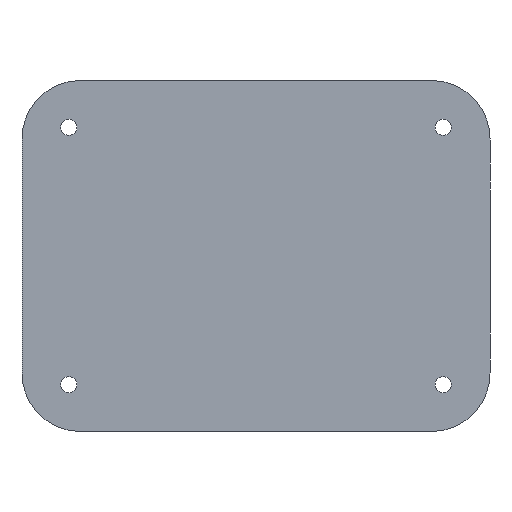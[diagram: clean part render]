
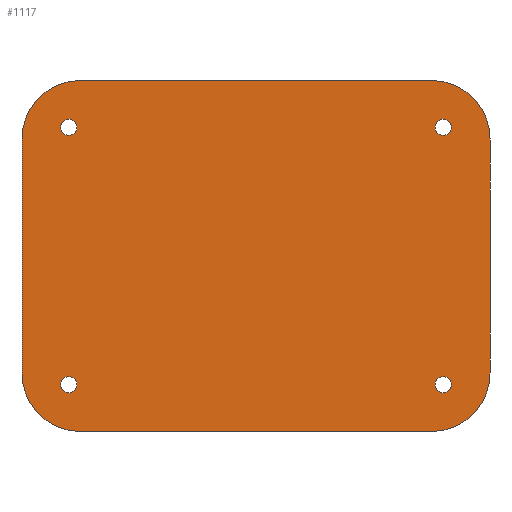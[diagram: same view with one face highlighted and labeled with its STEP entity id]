
A CAD part, front view. The second image highlights one B-rep face of the part: STEP entity #1117.
In plain terms, the highlighted planar face has unit normal (0, -1, 0).
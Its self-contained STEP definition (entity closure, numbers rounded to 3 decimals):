
#28 = ORIENTED_EDGE ( 'NONE', *, *, #1192, .T. ) ;
#42 = CARTESIAN_POINT ( 'NONE',  ( -30., 0., -30. ) ) ;
#53 = AXIS2_PLACEMENT_3D ( 'NONE', #362, #1274, #760 ) ;
#61 = LINE ( 'NONE', #872, #65 ) ;
#65 = VECTOR ( 'NONE', #584, 1000. ) ;
#73 = DIRECTION ( 'NONE',  ( 0., -1., 0. ) ) ;
#74 = ORIENTED_EDGE ( 'NONE', *, *, #481, .F. ) ;
#83 = DIRECTION ( 'NONE',  ( 0., 0., 1. ) ) ;
#99 = CIRCLE ( 'NONE', #259, 10. ) ;
#104 = CARTESIAN_POINT ( 'NONE',  ( -32., 0., 23.397 ) ) ;
#109 = EDGE_LOOP ( 'NONE', ( #325, #994, #1204, #607, #74, #1601, #1314, #1253 ) ) ;
#128 = EDGE_CURVE ( 'NONE', #771, #148, #99, .T. ) ;
#140 = VERTEX_POINT ( 'NONE', #901 ) ;
#146 = CARTESIAN_POINT ( 'NONE',  ( 40., 0., 30. ) ) ;
#148 = VERTEX_POINT ( 'NONE', #1653 ) ;
#180 = EDGE_CURVE ( 'NONE', #351, #252, #1487, .T. ) ;
#203 = AXIS2_PLACEMENT_3D ( 'NONE', #657, #783, #1173 ) ;
#218 = CARTESIAN_POINT ( 'NONE',  ( 32., 0., 22. ) ) ;
#236 = FACE_BOUND ( 'NONE', #1339, .T. ) ;
#238 = CARTESIAN_POINT ( 'NONE',  ( -32., 0., -22. ) ) ;
#252 = VERTEX_POINT ( 'NONE', #42 ) ;
#259 = AXIS2_PLACEMENT_3D ( 'NONE', #1582, #1177, #924 ) ;
#263 = VERTEX_POINT ( 'NONE', #1235 ) ;
#269 = EDGE_CURVE ( 'NONE', #351, #1615, #930, .T. ) ;
#291 = CARTESIAN_POINT ( 'NONE',  ( -40., 0., 30. ) ) ;
#292 = CIRCLE ( 'NONE', #510, 10. ) ;
#299 = AXIS2_PLACEMENT_3D ( 'NONE', #1532, #1569, #912 ) ;
#325 = ORIENTED_EDGE ( 'NONE', *, *, #269, .F. ) ;
#347 = CARTESIAN_POINT ( 'NONE',  ( -30., 0., 30. ) ) ;
#350 = VERTEX_POINT ( 'NONE', #700 ) ;
#351 = VERTEX_POINT ( 'NONE', #411 ) ;
#357 = AXIS2_PLACEMENT_3D ( 'NONE', #1029, #888, #1283 ) ;
#358 = CIRCLE ( 'NONE', #53, 1.397 ) ;
#362 = CARTESIAN_POINT ( 'NONE',  ( 32., 0., -22. ) ) ;
#385 = EDGE_LOOP ( 'NONE', ( #1373, #1679 ) ) ;
#411 = CARTESIAN_POINT ( 'NONE',  ( -40., 0., -20. ) ) ;
#448 = EDGE_CURVE ( 'NONE', #350, #999, #358, .T. ) ;
#464 = CIRCLE ( 'NONE', #545, 10. ) ;
#468 = CARTESIAN_POINT ( 'NONE',  ( 32., 0., -20.603 ) ) ;
#481 = EDGE_CURVE ( 'NONE', #771, #140, #1401, .T. ) ;
#494 = VERTEX_POINT ( 'NONE', #791 ) ;
#502 = DIRECTION ( 'NONE',  ( -1., 0., 0. ) ) ;
#510 = AXIS2_PLACEMENT_3D ( 'NONE', #1695, #1038, #1317 ) ;
#515 = CARTESIAN_POINT ( 'NONE',  ( -30., 0., -20. ) ) ;
#545 = AXIS2_PLACEMENT_3D ( 'NONE', #1652, #73, #1641 ) ;
#571 = EDGE_CURVE ( 'NONE', #664, #1190, #1496, .T. ) ;
#580 = ORIENTED_EDGE ( 'NONE', *, *, #694, .T. ) ;
#584 = DIRECTION ( 'NONE',  ( 1., 0., 0. ) ) ;
#607 = ORIENTED_EDGE ( 'NONE', *, *, #864, .T. ) ;
#625 = DIRECTION ( 'NONE',  ( 0., 0., -1. ) ) ;
#630 = DIRECTION ( 'NONE',  ( 0., 0., 1. ) ) ;
#631 = EDGE_CURVE ( 'NONE', #1663, #1615, #464, .T. ) ;
#657 = CARTESIAN_POINT ( 'NONE',  ( -32., 0., 22. ) ) ;
#664 = VERTEX_POINT ( 'NONE', #989 ) ;
#675 = VECTOR ( 'NONE', #1483, 1000. ) ;
#681 = AXIS2_PLACEMENT_3D ( 'NONE', #1250, #1500, #83 ) ;
#694 = EDGE_CURVE ( 'NONE', #736, #842, #1107, .T. ) ;
#700 = CARTESIAN_POINT ( 'NONE',  ( 32., 0., -23.397 ) ) ;
#719 = CARTESIAN_POINT ( 'NONE',  ( -40., 0., 20. ) ) ;
#736 = VERTEX_POINT ( 'NONE', #1552 ) ;
#738 = PLANE ( 'NONE',  #1509 ) ;
#755 = FACE_BOUND ( 'NONE', #385, .T. ) ;
#760 = DIRECTION ( 'NONE',  ( 0., 0., 1. ) ) ;
#771 = VERTEX_POINT ( 'NONE', #1012 ) ;
#783 = DIRECTION ( 'NONE',  ( 0., 1., 0. ) ) ;
#791 = CARTESIAN_POINT ( 'NONE',  ( 30., 0., -30. ) ) ;
#819 = EDGE_CURVE ( 'NONE', #1323, #263, #1002, .T. ) ;
#842 = VERTEX_POINT ( 'NONE', #1301 ) ;
#864 = EDGE_CURVE ( 'NONE', #494, #140, #292, .T. ) ;
#871 = VECTOR ( 'NONE', #625, 1000. ) ;
#872 = CARTESIAN_POINT ( 'NONE',  ( -40., 0., 30. ) ) ;
#878 = FACE_BOUND ( 'NONE', #1109, .T. ) ;
#884 = DIRECTION ( 'NONE',  ( 0., 1., 0. ) ) ;
#887 = CIRCLE ( 'NONE', #1329, 1.397 ) ;
#888 = DIRECTION ( 'NONE',  ( 0., 1., 0. ) ) ;
#901 = CARTESIAN_POINT ( 'NONE',  ( 40., 0., -20. ) ) ;
#912 = DIRECTION ( 'NONE',  ( 0., 0., 1. ) ) ;
#924 = DIRECTION ( 'NONE',  ( 0., 0., -1. ) ) ;
#930 = LINE ( 'NONE', #291, #675 ) ;
#955 = DIRECTION ( 'NONE',  ( 0., 0., -1. ) ) ;
#962 = ORIENTED_EDGE ( 'NONE', *, *, #1297, .T. ) ;
#980 = EDGE_CURVE ( 'NONE', #1190, #664, #887, .T. ) ;
#981 = EDGE_LOOP ( 'NONE', ( #962, #1520 ) ) ;
#989 = CARTESIAN_POINT ( 'NONE',  ( 32., 0., 23.397 ) ) ;
#994 = ORIENTED_EDGE ( 'NONE', *, *, #180, .T. ) ;
#999 = VERTEX_POINT ( 'NONE', #468 ) ;
#1001 = CARTESIAN_POINT ( 'NONE',  ( 32., 0., 20.603 ) ) ;
#1002 = CIRCLE ( 'NONE', #357, 1.397 ) ;
#1012 = CARTESIAN_POINT ( 'NONE',  ( 40., 0., 20. ) ) ;
#1023 = ORIENTED_EDGE ( 'NONE', *, *, #1344, .T. ) ;
#1029 = CARTESIAN_POINT ( 'NONE',  ( -32., 0., 22. ) ) ;
#1038 = DIRECTION ( 'NONE',  ( 0., -1., 0. ) ) ;
#1067 = VECTOR ( 'NONE', #502, 1000. ) ;
#1095 = DIRECTION ( 'NONE',  ( 0., 1., 0. ) ) ;
#1107 = CIRCLE ( 'NONE', #681, 1.397 ) ;
#1109 = EDGE_LOOP ( 'NONE', ( #580, #28 ) ) ;
#1117 = ADVANCED_FACE ( 'NONE', ( #878, #1402, #236, #755, #1275 ), #738, .T. ) ;
#1123 = DIRECTION ( 'NONE',  ( 0., 0., 1. ) ) ;
#1173 = DIRECTION ( 'NONE',  ( 0., 0., 1. ) ) ;
#1177 = DIRECTION ( 'NONE',  ( 0., -1., 0. ) ) ;
#1183 = EDGE_CURVE ( 'NONE', #494, #252, #1273, .T. ) ;
#1190 = VERTEX_POINT ( 'NONE', #1001 ) ;
#1192 = EDGE_CURVE ( 'NONE', #842, #736, #1517, .T. ) ;
#1204 = ORIENTED_EDGE ( 'NONE', *, *, #1183, .F. ) ;
#1235 = CARTESIAN_POINT ( 'NONE',  ( -32., 0., 20.603 ) ) ;
#1250 = CARTESIAN_POINT ( 'NONE',  ( -32., 0., -22. ) ) ;
#1253 = ORIENTED_EDGE ( 'NONE', *, *, #631, .T. ) ;
#1264 = CARTESIAN_POINT ( 'NONE',  ( 32., 0., -22. ) ) ;
#1273 = LINE ( 'NONE', #1671, #1067 ) ;
#1274 = DIRECTION ( 'NONE',  ( 0., 1., 0. ) ) ;
#1275 = FACE_OUTER_BOUND ( 'NONE', #109, .T. ) ;
#1283 = DIRECTION ( 'NONE',  ( 0., 0., 1. ) ) ;
#1293 = CIRCLE ( 'NONE', #1378, 1.397 ) ;
#1297 = EDGE_CURVE ( 'NONE', #999, #350, #1293, .T. ) ;
#1301 = CARTESIAN_POINT ( 'NONE',  ( -32., 0., -23.397 ) ) ;
#1314 = ORIENTED_EDGE ( 'NONE', *, *, #1635, .F. ) ;
#1317 = DIRECTION ( 'NONE',  ( 0., 0., -1. ) ) ;
#1323 = VERTEX_POINT ( 'NONE', #104 ) ;
#1324 = AXIS2_PLACEMENT_3D ( 'NONE', #238, #1400, #1407 ) ;
#1329 = AXIS2_PLACEMENT_3D ( 'NONE', #218, #1095, #1123 ) ;
#1339 = EDGE_LOOP ( 'NONE', ( #1570, #1023 ) ) ;
#1344 = EDGE_CURVE ( 'NONE', #263, #1323, #1404, .T. ) ;
#1373 = ORIENTED_EDGE ( 'NONE', *, *, #571, .T. ) ;
#1378 = AXIS2_PLACEMENT_3D ( 'NONE', #1264, #884, #630 ) ;
#1400 = DIRECTION ( 'NONE',  ( 0., 1., 0. ) ) ;
#1401 = LINE ( 'NONE', #146, #871 ) ;
#1402 = FACE_BOUND ( 'NONE', #981, .T. ) ;
#1404 = CIRCLE ( 'NONE', #203, 1.397 ) ;
#1407 = DIRECTION ( 'NONE',  ( 0., 0., 1. ) ) ;
#1483 = DIRECTION ( 'NONE',  ( 0., 0., 1. ) ) ;
#1487 = CIRCLE ( 'NONE', #1649, 10. ) ;
#1495 = DIRECTION ( 'NONE',  ( 0., -1., 0. ) ) ;
#1496 = CIRCLE ( 'NONE', #299, 1.397 ) ;
#1500 = DIRECTION ( 'NONE',  ( 0., 1., 0. ) ) ;
#1509 = AXIS2_PLACEMENT_3D ( 'NONE', #1639, #1495, #955 ) ;
#1517 = CIRCLE ( 'NONE', #1324, 1.397 ) ;
#1520 = ORIENTED_EDGE ( 'NONE', *, *, #448, .T. ) ;
#1532 = CARTESIAN_POINT ( 'NONE',  ( 32., 0., 22. ) ) ;
#1552 = CARTESIAN_POINT ( 'NONE',  ( -32., 0., -20.603 ) ) ;
#1559 = DIRECTION ( 'NONE',  ( 0., -1., 0. ) ) ;
#1569 = DIRECTION ( 'NONE',  ( 0., 1., 0. ) ) ;
#1570 = ORIENTED_EDGE ( 'NONE', *, *, #819, .T. ) ;
#1582 = CARTESIAN_POINT ( 'NONE',  ( 30., 0., 20. ) ) ;
#1601 = ORIENTED_EDGE ( 'NONE', *, *, #128, .T. ) ;
#1615 = VERTEX_POINT ( 'NONE', #719 ) ;
#1635 = EDGE_CURVE ( 'NONE', #1663, #148, #61, .T. ) ;
#1639 = CARTESIAN_POINT ( 'NONE',  ( 0., 0., 0. ) ) ;
#1641 = DIRECTION ( 'NONE',  ( 0., 0., -1. ) ) ;
#1649 = AXIS2_PLACEMENT_3D ( 'NONE', #515, #1559, #1694 ) ;
#1652 = CARTESIAN_POINT ( 'NONE',  ( -30., 0., 20. ) ) ;
#1653 = CARTESIAN_POINT ( 'NONE',  ( 30., 0., 30. ) ) ;
#1663 = VERTEX_POINT ( 'NONE', #347 ) ;
#1671 = CARTESIAN_POINT ( 'NONE',  ( -40., 0., -30. ) ) ;
#1679 = ORIENTED_EDGE ( 'NONE', *, *, #980, .T. ) ;
#1694 = DIRECTION ( 'NONE',  ( 0., 0., -1. ) ) ;
#1695 = CARTESIAN_POINT ( 'NONE',  ( 30., 0., -20. ) ) ;
